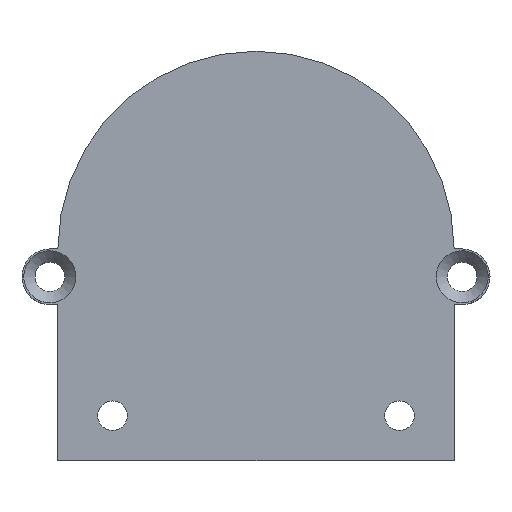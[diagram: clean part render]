
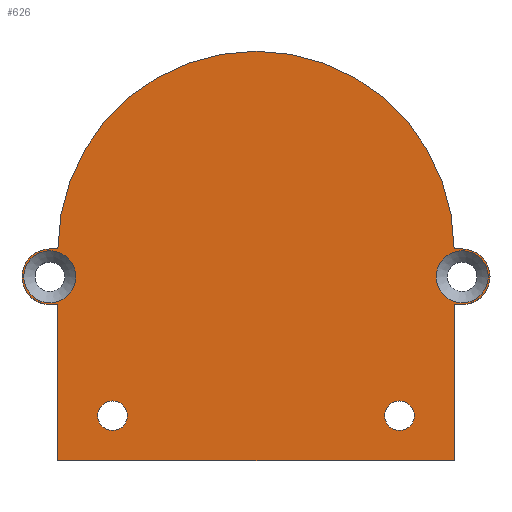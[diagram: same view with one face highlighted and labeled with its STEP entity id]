
A CAD part, top view. The second image highlights one B-rep face of the part: STEP entity #626.
In plain terms, the highlighted planar face has unit normal (0, 0, 1).
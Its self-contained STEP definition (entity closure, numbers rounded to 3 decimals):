
#36=CIRCLE('',#658,1.65);
#38=CIRCLE('',#661,1.65);
#41=CIRCLE('',#666,2.9);
#42=CIRCLE('',#667,22.1);
#43=CIRCLE('',#668,3.1);
#44=CIRCLE('',#669,3.1);
#45=CIRCLE('',#670,2.9);
#89=VERTEX_POINT('',#911);
#91=VERTEX_POINT('',#916);
#93=VERTEX_POINT('',#924);
#94=VERTEX_POINT('',#926);
#95=VERTEX_POINT('',#927);
#96=VERTEX_POINT('',#929);
#97=VERTEX_POINT('',#931);
#98=VERTEX_POINT('',#933);
#99=VERTEX_POINT('',#935);
#100=VERTEX_POINT('',#937);
#101=VERTEX_POINT('',#939);
#102=VERTEX_POINT('',#940);
#103=VERTEX_POINT('',#942);
#104=VERTEX_POINT('',#944);
#158=VECTOR('',#760,1.);
#159=VECTOR('',#763,1.);
#160=VECTOR('',#764,1.);
#161=VECTOR('',#765,1.);
#162=VECTOR('',#766,1.);
#221=LINE('',#928,#158);
#222=LINE('',#932,#159);
#223=LINE('',#934,#160);
#224=LINE('',#936,#161);
#225=LINE('',#938,#162);
#285=EDGE_CURVE('',#89,#89,#36,.T.);
#287=EDGE_CURVE('',#91,#91,#38,.T.);
#291=EDGE_CURVE('',#93,#93,#41,.T.);
#292=EDGE_CURVE('',#94,#95,#42,.T.);
#293=EDGE_CURVE('',#96,#94,#221,.T.);
#294=EDGE_CURVE('',#96,#97,#43,.T.);
#295=EDGE_CURVE('',#98,#97,#222,.T.);
#296=EDGE_CURVE('',#99,#98,#223,.T.);
#297=EDGE_CURVE('',#100,#99,#224,.T.);
#298=EDGE_CURVE('',#101,#100,#225,.T.);
#299=EDGE_CURVE('',#102,#101,#222,.T.);
#300=EDGE_CURVE('',#102,#103,#44,.T.);
#301=EDGE_CURVE('',#95,#103,#221,.T.);
#302=EDGE_CURVE('',#104,#104,#45,.T.);
#407=ORIENTED_EDGE('',*,*,#291,.F.);
#408=ORIENTED_EDGE('',*,*,#292,.F.);
#409=ORIENTED_EDGE('',*,*,#293,.F.);
#410=ORIENTED_EDGE('',*,*,#294,.T.);
#411=ORIENTED_EDGE('',*,*,#295,.F.);
#412=ORIENTED_EDGE('',*,*,#296,.F.);
#413=ORIENTED_EDGE('',*,*,#297,.F.);
#414=ORIENTED_EDGE('',*,*,#298,.F.);
#415=ORIENTED_EDGE('',*,*,#299,.F.);
#416=ORIENTED_EDGE('',*,*,#300,.T.);
#417=ORIENTED_EDGE('',*,*,#301,.F.);
#418=ORIENTED_EDGE('',*,*,#302,.F.);
#419=ORIENTED_EDGE('',*,*,#287,.T.);
#420=ORIENTED_EDGE('',*,*,#285,.T.);
#534=EDGE_LOOP('',(#407));
#535=EDGE_LOOP('',(#408,#409,#410,#411,#412,#413,#414,#415,#416,#417));
#536=EDGE_LOOP('',(#418));
#537=EDGE_LOOP('',(#419));
#538=EDGE_LOOP('',(#420));
#582=FACE_BOUND('',#534,.T.);
#583=FACE_BOUND('',#535,.T.);
#584=FACE_BOUND('',#536,.T.);
#585=FACE_BOUND('',#537,.T.);
#586=FACE_BOUND('',#538,.T.);
#626=ADVANCED_FACE('',(#582,#583,#584,#585,#586),#1033,.T.);
#658=AXIS2_PLACEMENT_3D('',#910,#741,#742);
#661=AXIS2_PLACEMENT_3D('',#915,#747,#748);
#665=AXIS2_PLACEMENT_3D('',#922,#755,$);
#666=AXIS2_PLACEMENT_3D('',#923,#756,#757);
#667=AXIS2_PLACEMENT_3D('',#925,#758,#759);
#668=AXIS2_PLACEMENT_3D('',#930,#761,#762);
#669=AXIS2_PLACEMENT_3D('',#941,#767,#768);
#670=AXIS2_PLACEMENT_3D('',#943,#769,#770);
#741=DIRECTION('',(0.,0.,-1.));
#742=DIRECTION('',(-1.65,0.,0.));
#747=DIRECTION('',(0.,0.,-1.));
#748=DIRECTION('',(-1.65,0.,0.));
#755=DIRECTION('',(0.,0.,1.));
#756=DIRECTION('',(0.,0.,1.));
#757=DIRECTION('',(-2.9,0.,0.));
#758=DIRECTION('',(0.,0.,-1.));
#759=DIRECTION('',(22.1,0.,0.));
#760=DIRECTION('',(1.,0.,0.));
#761=DIRECTION('',(0.,0.,1.));
#762=DIRECTION('',(3.1,0.,0.));
#763=DIRECTION('',(-1.,0.,0.));
#764=DIRECTION('',(0.,1.,0.));
#765=DIRECTION('',(-1.,0.,0.));
#766=DIRECTION('',(0.,-1.,0.));
#767=DIRECTION('',(0.,0.,1.));
#768=DIRECTION('',(3.1,0.,0.));
#769=DIRECTION('',(0.,0.,1.));
#770=DIRECTION('',(-2.9,0.,0.));
#910=CARTESIAN_POINT('',(-16.,-18.55,12.5));
#911=CARTESIAN_POINT('',(-14.35,-18.55,12.5));
#915=CARTESIAN_POINT('',(16.,-18.55,12.5));
#916=CARTESIAN_POINT('',(17.65,-18.55,12.5));
#922=CARTESIAN_POINT('',(0.,-4.447,12.5));
#923=CARTESIAN_POINT('',(23.,-3.05,12.5));
#924=CARTESIAN_POINT('',(25.9,-3.05,12.5));
#925=CARTESIAN_POINT('',(0.,0.,12.5));
#926=CARTESIAN_POINT('',(-22.1,0.05,12.5));
#927=CARTESIAN_POINT('',(22.1,0.05,12.5));
#928=CARTESIAN_POINT('',(-23.,0.05,12.5));
#929=CARTESIAN_POINT('',(-23.,0.05,12.5));
#930=CARTESIAN_POINT('',(-23.,-3.05,12.5));
#931=CARTESIAN_POINT('',(-23.,-6.15,12.5));
#932=CARTESIAN_POINT('',(23.,-6.15,12.5));
#933=CARTESIAN_POINT('',(-22.1,-6.15,12.5));
#934=CARTESIAN_POINT('',(-22.1,0.,12.5));
#935=CARTESIAN_POINT('',(-22.1,-23.55,12.5));
#936=CARTESIAN_POINT('',(-22.1,-23.55,12.5));
#937=CARTESIAN_POINT('',(22.1,-23.55,12.5));
#938=CARTESIAN_POINT('',(22.1,-23.55,12.5));
#939=CARTESIAN_POINT('',(22.1,-6.15,12.5));
#940=CARTESIAN_POINT('',(23.,-6.15,12.5));
#941=CARTESIAN_POINT('',(23.,-3.05,12.5));
#942=CARTESIAN_POINT('',(23.,0.05,12.5));
#943=CARTESIAN_POINT('',(-23.,-3.05,12.5));
#944=CARTESIAN_POINT('',(-20.1,-3.05,12.5));
#1033=PLANE('',#665);
